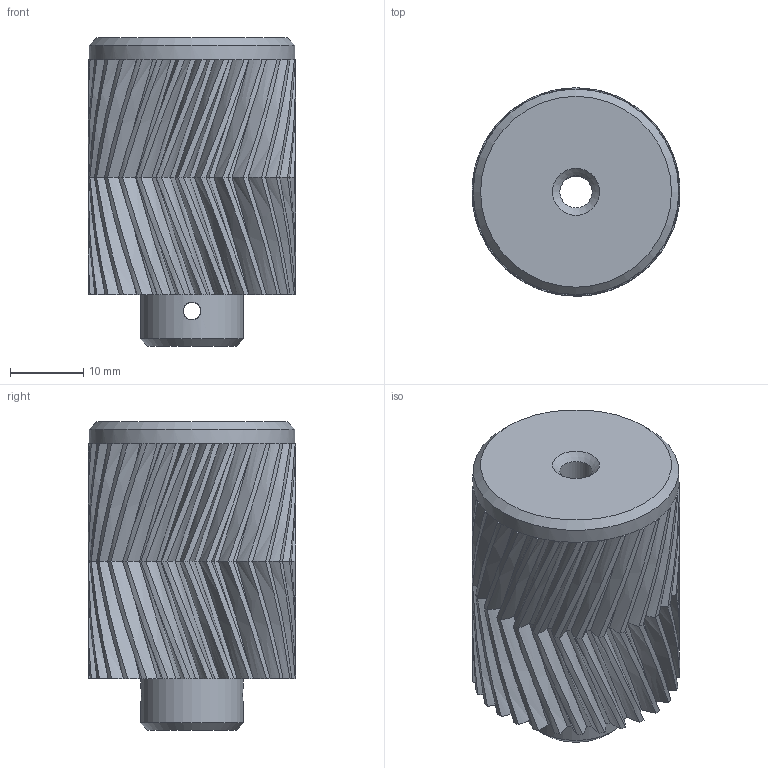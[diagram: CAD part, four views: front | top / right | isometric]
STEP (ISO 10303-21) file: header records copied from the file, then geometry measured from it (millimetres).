
FILE_DESCRIPTION(('FreeCAD Model'),'2;1');
FILE_NAME('ShaftGear_Outer_Pinion_v2.step','2015-10-29T23:25:59',('Author'),( ''),'Open CASCADE STEP processor 6.8','FreeCAD','Unknown');
FILE_SCHEMA(('AUTOMOTIVE_DESIGN_CC2 { 1 2 10303 214 -1 1 5 4 }'));
Length unit declared in the file: millimetre
Products named in the file (1): Chamfer002
Bounding box: 28.32 x 28.33 x 42 mm (x, y, z)
Volume: 19899.6 mm3; surface area: 7626 mm2
Topology: 1 solids, 1 shells, 301 faces, 721 edges, 423 vertices
Faces by surface type: bspline 174, cylinder 63, plane 61, cone 3
Full cylindrical faces by diameter (mm): 2.4 x2, 4.4 x1, 14 x1, 28 x1
Entity records: 32228 total; most frequent: CARTESIAN_POINT 20739, ORIENTED_EDGE 1442, PCURVE 1442, DEFINITIONAL_REPRESENTATION 1442, B_SPLINE_CURVE_WITH_KNOTS 1393, DIRECTION 1118, EDGE_CURVE 721, SURFACE_CURVE 713
